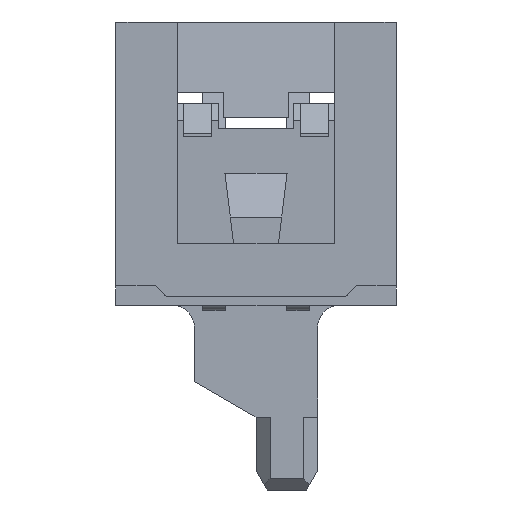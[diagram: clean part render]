
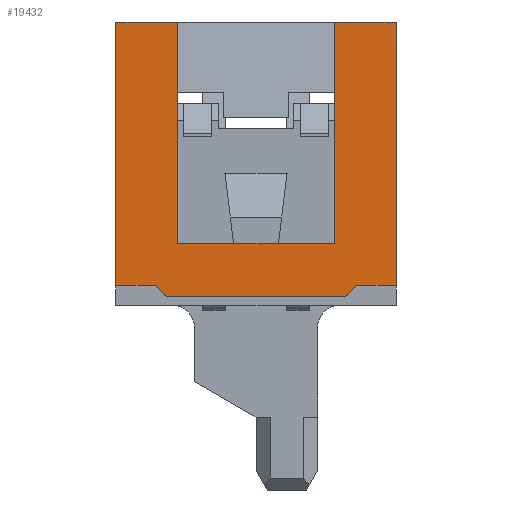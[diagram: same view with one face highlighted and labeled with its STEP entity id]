
A CAD part, left-side view. The second image highlights one B-rep face of the part: STEP entity #19432.
In plain terms, the highlighted planar face has unit normal (-1, 0, 0).
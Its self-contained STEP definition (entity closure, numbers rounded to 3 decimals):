
#1285=DIRECTION('',(0.,0.,1.));
#1286=VECTOR('',#1285,4.7);
#1287=CARTESIAN_POINT('',(-11.85,-2.5,-2.8));
#1288=LINE('',#1287,#1286);
#1626=DIRECTION('',(0.,1.,0.));
#1627=VECTOR('',#1626,1.1);
#1628=CARTESIAN_POINT('',(-11.85,-2.5,1.9));
#1629=LINE('',#1628,#1627);
#1646=DIRECTION('',(0.,1.,0.));
#1647=VECTOR('',#1646,1.1);
#1648=CARTESIAN_POINT('',(-11.85,1.4,1.9));
#1649=LINE('',#1648,#1647);
#4236=DIRECTION('',(0.,0.,-1.));
#4237=VECTOR('',#4236,4.7);
#4238=CARTESIAN_POINT('',(-11.85,2.5,1.9));
#4239=LINE('',#4238,#4237);
#4442=DIRECTION('',(0.,0.,1.));
#4443=VECTOR('',#4442,3.95);
#4444=CARTESIAN_POINT('',(-11.85,1.4,-2.05));
#4445=LINE('',#4444,#4443);
#4466=DIRECTION('',(0.,0.,-1.));
#4467=VECTOR('',#4466,3.95);
#4468=CARTESIAN_POINT('',(-11.85,-1.4,1.9));
#4469=LINE('',#4468,#4467);
#4482=DIRECTION('',(0.,-1.,0.));
#4483=VECTOR('',#4482,0.7);
#4484=CARTESIAN_POINT('',(-11.85,-1.8,-2.8));
#4485=LINE('',#4484,#4483);
#4486=DIRECTION('',(0.,-0.707,0.707));
#4487=VECTOR('',#4486,0.283);
#4488=CARTESIAN_POINT('',(-11.85,-1.6,-3.));
#4489=LINE('',#4488,#4487);
#4490=DIRECTION('',(0.,-1.,0.));
#4491=VECTOR('',#4490,3.2);
#4492=CARTESIAN_POINT('',(-11.85,1.6,-3.));
#4493=LINE('',#4492,#4491);
#4494=DIRECTION('',(0.,-0.707,-0.707));
#4495=VECTOR('',#4494,0.283);
#4496=CARTESIAN_POINT('',(-11.85,1.8,-2.8));
#4497=LINE('',#4496,#4495);
#4498=DIRECTION('',(0.,-1.,0.));
#4499=VECTOR('',#4498,0.7);
#4500=CARTESIAN_POINT('',(-11.85,2.5,-2.8));
#4501=LINE('',#4500,#4499);
#4502=DIRECTION('',(0.,1.,0.));
#4503=VECTOR('',#4502,2.8);
#4504=CARTESIAN_POINT('',(-11.85,-1.4,-2.05));
#4505=LINE('',#4504,#4503);
#11868=CARTESIAN_POINT('',(-11.85,-2.5,1.9));
#11870=VERTEX_POINT('',#11868);
#11872=CARTESIAN_POINT('',(-11.85,2.5,1.9));
#11874=VERTEX_POINT('',#11872);
#11876=CARTESIAN_POINT('',(-11.85,-1.4,-2.05));
#11877=CARTESIAN_POINT('',(-11.85,1.4,-2.05));
#11878=VERTEX_POINT('',#11876);
#11879=VERTEX_POINT('',#11877);
#11880=CARTESIAN_POINT('',(-11.85,2.5,-2.8));
#11881=CARTESIAN_POINT('',(-11.85,1.8,-2.8));
#11882=VERTEX_POINT('',#11880);
#11883=VERTEX_POINT('',#11881);
#11884=CARTESIAN_POINT('',(-11.85,1.6,-3.));
#11885=VERTEX_POINT('',#11884);
#11886=CARTESIAN_POINT('',(-11.85,-1.6,-3.));
#11887=VERTEX_POINT('',#11886);
#11888=CARTESIAN_POINT('',(-11.85,-1.8,-2.8));
#11889=VERTEX_POINT('',#11888);
#11890=CARTESIAN_POINT('',(-11.85,-2.5,-2.8));
#11891=VERTEX_POINT('',#11890);
#12025=CARTESIAN_POINT('',(-11.85,-1.4,1.9));
#12026=VERTEX_POINT('',#12025);
#12027=CARTESIAN_POINT('',(-11.85,1.4,1.9));
#12028=VERTEX_POINT('',#12027);
#19408=CARTESIAN_POINT('',(-11.85,-2.5,0.65));
#19409=DIRECTION('',(-1.,0.,0.));
#19410=DIRECTION('',(0.,0.,1.));
#19411=AXIS2_PLACEMENT_3D('',#19408,#19409,#19410);
#19412=PLANE('',#19411);
#19413=ORIENTED_EDGE('',*,*,#19389,.F.);
#19414=ORIENTED_EDGE('',*,*,#16224,.F.);
#19415=ORIENTED_EDGE('',*,*,#16131,.F.);
#19417=ORIENTED_EDGE('',*,*,#19416,.F.);
#19419=ORIENTED_EDGE('',*,*,#19418,.F.);
#19421=ORIENTED_EDGE('',*,*,#19420,.F.);
#19423=ORIENTED_EDGE('',*,*,#19422,.F.);
#19425=ORIENTED_EDGE('',*,*,#19424,.F.);
#19426=ORIENTED_EDGE('',*,*,#19074,.F.);
#19427=ORIENTED_EDGE('',*,*,#16238,.F.);
#19428=ORIENTED_EDGE('',*,*,#19342,.F.);
#19429=ORIENTED_EDGE('',*,*,#19369,.F.);
#19430=EDGE_LOOP('',(#19413,#19414,#19415,#19417,#19419,#19421,#19423,#19425,
#19426,#19427,#19428,#19429));
#19431=FACE_OUTER_BOUND('',#19430,.F.);
#16131=EDGE_CURVE('',#11891,#11870,#1288,.T.);
#16224=EDGE_CURVE('',#11870,#12026,#1629,.T.);
#16238=EDGE_CURVE('',#12028,#11874,#1649,.T.);
#19074=EDGE_CURVE('',#11874,#11882,#4239,.T.);
#19342=EDGE_CURVE('',#11879,#12028,#4445,.T.);
#19369=EDGE_CURVE('',#11878,#11879,#4505,.T.);
#19389=EDGE_CURVE('',#12026,#11878,#4469,.T.);
#19416=EDGE_CURVE('',#11889,#11891,#4485,.T.);
#19418=EDGE_CURVE('',#11887,#11889,#4489,.T.);
#19420=EDGE_CURVE('',#11885,#11887,#4493,.T.);
#19422=EDGE_CURVE('',#11883,#11885,#4497,.T.);
#19424=EDGE_CURVE('',#11882,#11883,#4501,.T.);
#19432=ADVANCED_FACE('',(#19431),#19412,.T.);
